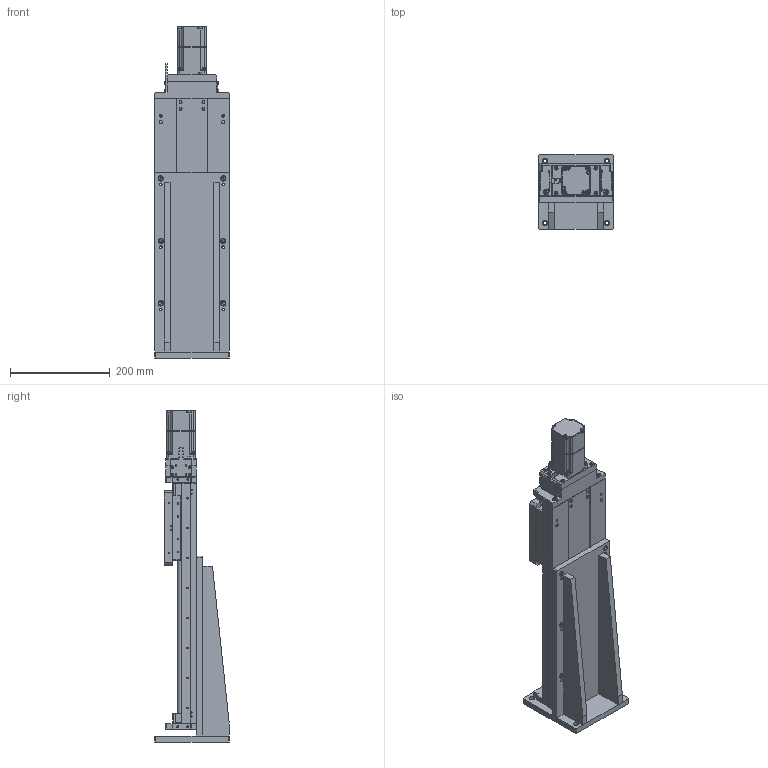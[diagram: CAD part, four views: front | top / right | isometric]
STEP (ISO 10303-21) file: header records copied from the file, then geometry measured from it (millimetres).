
FILE_DESCRIPTION (( 'STEP AP203' ), '1' );
FILE_NAME ('PA300-Z(AP203).STEP', '2023-06-19T07:55:38', ( '' ), ( '' ), 'SwSTEP 2.0', 'SolidWorks 2017', '' );
FILE_SCHEMA (( 'CONFIG_CONTROL_DESIGN' ));
Products named in the file (1): PA300-Z(AP203)
Bounding box: 150 x 150 x 664.5 mm (x, y, z)
Surface area: 685885 mm2 (no closed solid volume)
Topology: 0 solids, 133 shells, 1569 faces, 5483 edges, 3914 vertices
Faces by surface type: plane 800, cylinder 511, torus 124, bspline 66, cone 50, sphere 18
Entity records: 64445 total; most frequent: CARTESIAN_POINT 16784, DIRECTION 10352, ORIENTED_EDGE 8432, EDGE_CURVE 5437, VERTEX_POINT 3914, AXIS2_PLACEMENT_3D 3610, VECTOR 3132, LINE 3132
